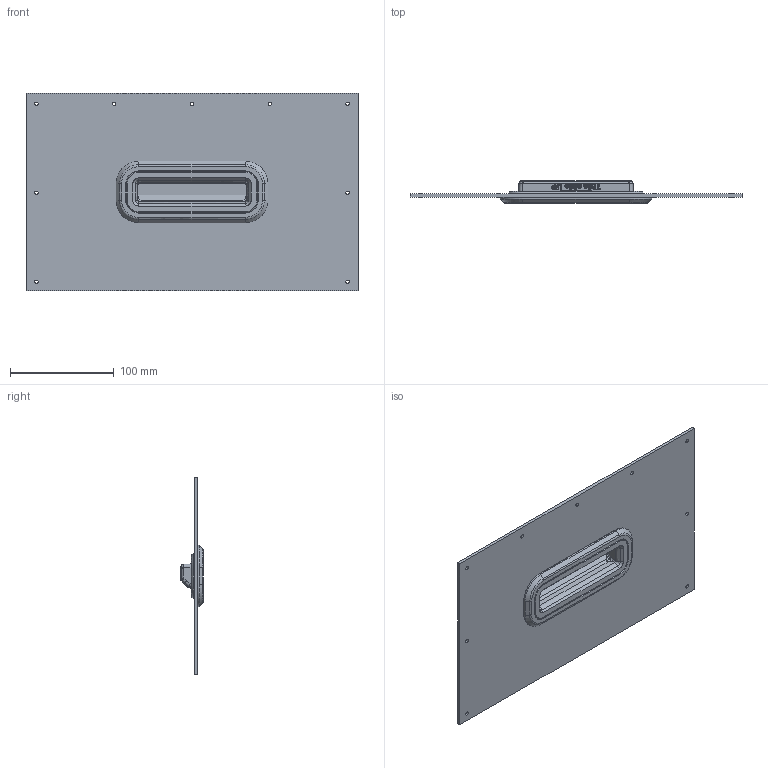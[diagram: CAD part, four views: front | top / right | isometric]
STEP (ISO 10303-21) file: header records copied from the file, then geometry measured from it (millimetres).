
FILE_DESCRIPTION(/* description */ (''),/* implementation_level */ '2;1');
FILE_NAME(/* name */ 'Handle with NO screws v11.step',/* time_stamp */ '2025-01-06T20:09:52+03:00',/* author */ (''),/* organization */ (''),/* preprocessor_version */ 'ST-DEVELOPER v20',/* originating_system */ 'Autodesk Translation Framework v13.14.0.145',/* authorisation */ '');
FILE_SCHEMA (('AUTOMOTIVE_DESIGN { 1 0 10303 214 3 1 1 }'));
Products named in the file (1): Handle with NO screws
Bounding box: 320 x 22 x 190 mm (x, y, z)
Volume: 222669.9 mm3; surface area: 156113 mm2
Topology: 4 solids, 4 shells, 906 faces, 2071 edges, 1193 vertices
Faces by surface type: bspline 541, plane 347, cylinder 16, sphere 2
Full cylindrical faces by diameter (mm): 3.4 x9
Entity records: 43290 total; most frequent: CARTESIAN_POINT 26940, ORIENTED_EDGE 4142, EDGE_CURVE 2071, DIRECTION 1757, VERTEX_POINT 1193, B_SPLINE_CURVE_WITH_KNOTS 1092, EDGE_LOOP 950, LINE 925
